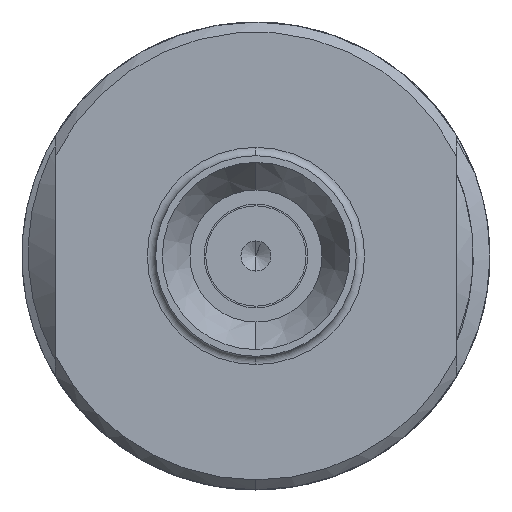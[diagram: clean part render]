
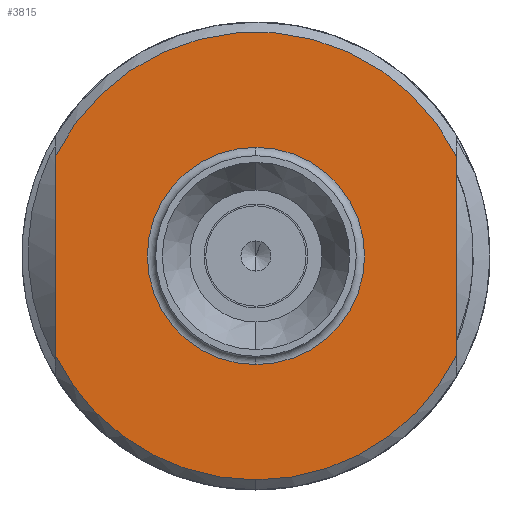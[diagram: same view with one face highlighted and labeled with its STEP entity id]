
A CAD part, left-side view. The second image highlights one B-rep face of the part: STEP entity #3815.
In plain terms, the highlighted planar face has unit normal (-1, 0, 0).
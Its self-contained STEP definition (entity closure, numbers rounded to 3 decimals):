
#73 = DIRECTION ( 'NONE',  ( 0., 0., 1. ) ) ;
#111 = DIRECTION ( 'NONE',  ( 1., 0., 0. ) ) ;
#117 = DIRECTION ( 'NONE',  ( 0., 0., -1. ) ) ;
#155 = AXIS2_PLACEMENT_3D ( 'NONE', #6422, #2562, #117 ) ;
#365 = DIRECTION ( 'NONE',  ( 0., 0., -1. ) ) ;
#442 = ORIENTED_EDGE ( 'NONE', *, *, #4952, .T. ) ;
#461 = ORIENTED_EDGE ( 'NONE', *, *, #5856, .F. ) ;
#477 = EDGE_CURVE ( 'NONE', #6842, #1359, #7477, .T. ) ;
#618 = CARTESIAN_POINT ( 'NONE',  ( -14.88, 0., -6.698 ) ) ;
#672 = EDGE_LOOP ( 'NONE', ( #3964, #442 ) ) ;
#682 = VECTOR ( 'NONE', #365, 1000. ) ;
#879 = ORIENTED_EDGE ( 'NONE', *, *, #477, .T. ) ;
#1042 = CARTESIAN_POINT ( 'NONE',  ( -14.88, 0., 0. ) ) ;
#1081 = DIRECTION ( 'NONE',  ( 1., 0., 0. ) ) ;
#1127 = CARTESIAN_POINT ( 'NONE',  ( -14.88, 0., 0. ) ) ;
#1228 = LINE ( 'NONE', #7733, #682 ) ;
#1269 = DIRECTION ( 'NONE',  ( 0., 0., 1. ) ) ;
#1322 = AXIS2_PLACEMENT_3D ( 'NONE', #2518, #3765, #73 ) ;
#1359 = VERTEX_POINT ( 'NONE', #2393 ) ;
#1536 = VERTEX_POINT ( 'NONE', #2546 ) ;
#2128 = AXIS2_PLACEMENT_3D ( 'NONE', #6966, #111, #3085 ) ;
#2393 = CARTESIAN_POINT ( 'NONE',  ( -14.88, -6., 2.978 ) ) ;
#2518 = CARTESIAN_POINT ( 'NONE',  ( -14.88, -6.698, 0. ) ) ;
#2546 = CARTESIAN_POINT ( 'NONE',  ( -14.88, 0., 3.25 ) ) ;
#2562 = DIRECTION ( 'NONE',  ( 1., 0., 0. ) ) ;
#2583 = VERTEX_POINT ( 'NONE', #2870 ) ;
#2667 = VERTEX_POINT ( 'NONE', #618 ) ;
#2870 = CARTESIAN_POINT ( 'NONE',  ( -14.88, 6., 2.978 ) ) ;
#3085 = DIRECTION ( 'NONE',  ( 0., 0., -1. ) ) ;
#3147 = AXIS2_PLACEMENT_3D ( 'NONE', #3381, #7114, #5290 ) ;
#3152 = ORIENTED_EDGE ( 'NONE', *, *, #7340, .F. ) ;
#3182 = VERTEX_POINT ( 'NONE', #4262 ) ;
#3265 = EDGE_CURVE ( 'NONE', #2583, #1359, #5460, .T. ) ;
#3294 = CIRCLE ( 'NONE', #6542, 6.698 ) ;
#3380 = ORIENTED_EDGE ( 'NONE', *, *, #5771, .T. ) ;
#3381 = CARTESIAN_POINT ( 'NONE',  ( -14.88, 0., 0. ) ) ;
#3409 = CARTESIAN_POINT ( 'NONE',  ( -14.88, -6., -2.978 ) ) ;
#3486 = CARTESIAN_POINT ( 'NONE',  ( -14.88, 6., -2.978 ) ) ;
#3521 = AXIS2_PLACEMENT_3D ( 'NONE', #1127, #4333, #3601 ) ;
#3559 = DIRECTION ( 'NONE',  ( 0., 0., -1. ) ) ;
#3564 = EDGE_CURVE ( 'NONE', #3182, #1536, #5985, .T. ) ;
#3601 = DIRECTION ( 'NONE',  ( 0., 0., -1. ) ) ;
#3765 = DIRECTION ( 'NONE',  ( -1., 0., 0. ) ) ;
#3812 = FACE_BOUND ( 'NONE', #672, .T. ) ;
#3815 = ADVANCED_FACE ( 'NONE', ( #3812, #7982 ), #5673, .T. ) ;
#3964 = ORIENTED_EDGE ( 'NONE', *, *, #3564, .T. ) ;
#4262 = CARTESIAN_POINT ( 'NONE',  ( -14.88, 0., -3.25 ) ) ;
#4333 = DIRECTION ( 'NONE',  ( 1., 0., 0. ) ) ;
#4393 = VECTOR ( 'NONE', #1269, 1000. ) ;
#4577 = CIRCLE ( 'NONE', #2128, 3.25 ) ;
#4952 = EDGE_CURVE ( 'NONE', #1536, #3182, #4577, .T. ) ;
#4990 = EDGE_LOOP ( 'NONE', ( #461, #879, #6861, #3380, #3152 ) ) ;
#5047 = CARTESIAN_POINT ( 'NONE',  ( -14.88, -6., 0. ) ) ;
#5290 = DIRECTION ( 'NONE',  ( 0., 0., -1. ) ) ;
#5460 = CIRCLE ( 'NONE', #155, 6.698 ) ;
#5673 = PLANE ( 'NONE',  #1322 ) ;
#5771 = EDGE_CURVE ( 'NONE', #2583, #6987, #1228, .T. ) ;
#5856 = EDGE_CURVE ( 'NONE', #6842, #2667, #6520, .T. ) ;
#5985 = CIRCLE ( 'NONE', #3521, 3.25 ) ;
#6422 = CARTESIAN_POINT ( 'NONE',  ( -14.88, 0., 0. ) ) ;
#6520 = CIRCLE ( 'NONE', #3147, 6.698 ) ;
#6542 = AXIS2_PLACEMENT_3D ( 'NONE', #1042, #1081, #3559 ) ;
#6842 = VERTEX_POINT ( 'NONE', #3409 ) ;
#6861 = ORIENTED_EDGE ( 'NONE', *, *, #3265, .F. ) ;
#6966 = CARTESIAN_POINT ( 'NONE',  ( -14.88, 0., 0. ) ) ;
#6987 = VERTEX_POINT ( 'NONE', #3486 ) ;
#7114 = DIRECTION ( 'NONE',  ( 1., 0., 0. ) ) ;
#7340 = EDGE_CURVE ( 'NONE', #2667, #6987, #3294, .T. ) ;
#7477 = LINE ( 'NONE', #5047, #4393 ) ;
#7733 = CARTESIAN_POINT ( 'NONE',  ( -14.88, 6., 0. ) ) ;
#7982 = FACE_OUTER_BOUND ( 'NONE', #4990, .T. ) ;
